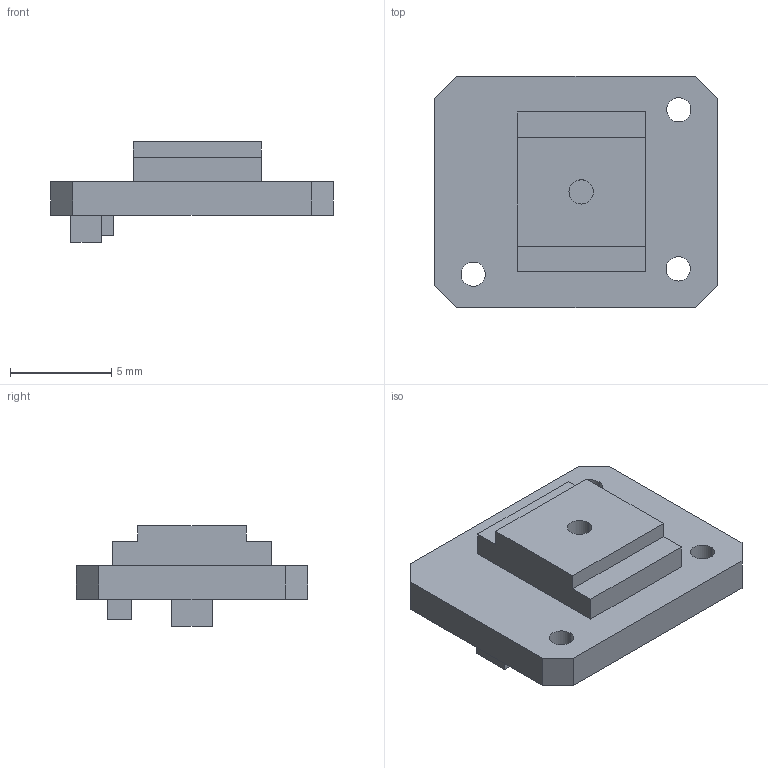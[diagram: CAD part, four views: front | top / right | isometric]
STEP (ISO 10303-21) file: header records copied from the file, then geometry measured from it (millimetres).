
FILE_DESCRIPTION((''),'2;1');
FILE_NAME('AEA','2021-10-19T14:05:29',('silo-mech'),(''),'CREO PARAMETRIC BY PTC INC, 2020454','CREO PARAMETRIC BY PTC INC, 2020454','');
FILE_SCHEMA(('CONFIG_CONTROL_DESIGN'));
Length unit declared in the file: millimetre
Products named in the file (1): AEA
Bounding box: 13.97 x 11.43 x 4.99 mm (x, y, z)
Volume: 345.1 mm3; surface area: 482.2 mm2
Topology: 1 solids, 1 shells, 38 faces, 96 edges, 64 vertices
Faces by surface type: plane 30, cylinder 8
Entity records: 1186 total; most frequent: CARTESIAN_POINT 198, ORIENTED_EDGE 192, DIRECTION 188, EDGE_CURVE 96, VECTOR 80, LINE 80, VERTEX_POINT 64, AXIS2_PLACEMENT_3D 54
